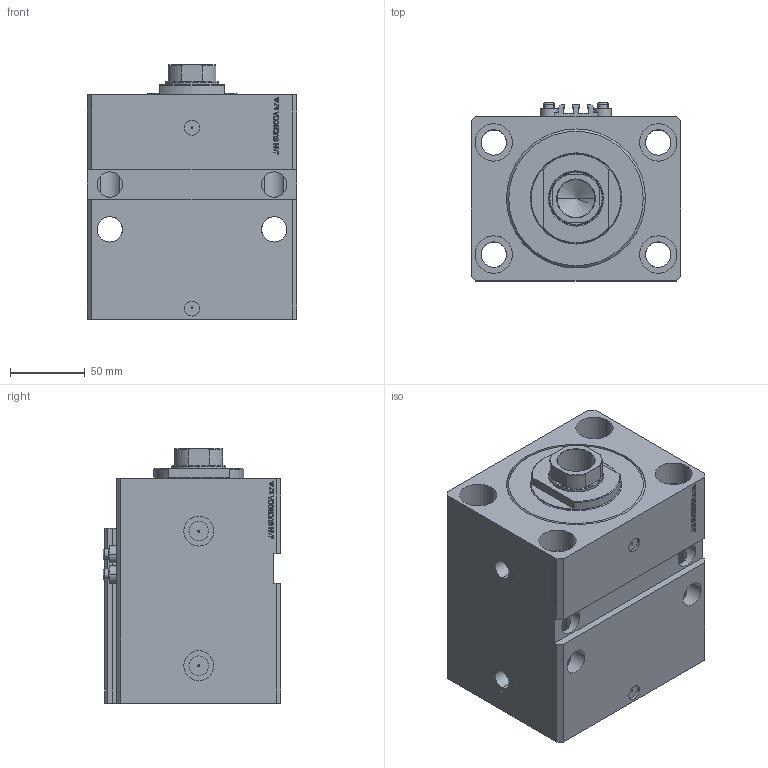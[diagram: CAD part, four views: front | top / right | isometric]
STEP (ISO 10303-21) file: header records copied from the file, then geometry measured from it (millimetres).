
FILE_DESCRIPTION (( 'STEP AP203' ), '1' );
FILE_NAME ('38cc.STEP', '2023-10-07T17:09:22', ( '' ), ( '' ), 'SwSTEP 2.0', 'SolidWorks 2019', '' );
FILE_SCHEMA (( 'CONFIG_CONTROL_DESIGN' ));
Length unit declared in the file: millimetre
Products named in the file (5): ALLEN BOLT V250CE c4d42c01229b7d5bc4ef4b767de95cf9; 38cc; V250CE_C_VCP c4d42c01229b7d5bc4ef4b767de95cf9; V250CE_VC_E c4d42c01229b7d5bc4ef4b767de95cf9; V250CE_E_Body c4d42c01229b7d5bc4ef4b767de95cf9
Assembly tree (7 placements, depth 2):
  38cc
    V250CE_E_Body c4d42c01229b7d5bc4ef4b767de95cf9
    ALLEN BOLT V250CE c4d42c01229b7d5bc4ef4b767de95cf9  x4
    V250CE_C_VCP c4d42c01229b7d5bc4ef4b767de95cf9
    V250CE_VC_E c4d42c01229b7d5bc4ef4b767de95cf9
Bounding box: 140 x 119 x 170 mm (x, y, z)
Volume: 1868192.2 mm3; surface area: 259858.4 mm2
Topology: 8 solids, 8 shells, 1149 faces, 2873 edges, 1856 vertices
Faces by surface type: plane 553, bspline 368, cylinder 158, cone 56, torus 14
Entity records: 49864 total; most frequent: CARTESIAN_POINT 25855, ORIENTED_EDGE 5436, DIRECTION 3599, EDGE_CURVE 2718, VERTEX_POINT 1772, LINE 1651, VECTOR 1651, EDGE_LOOP 1220
